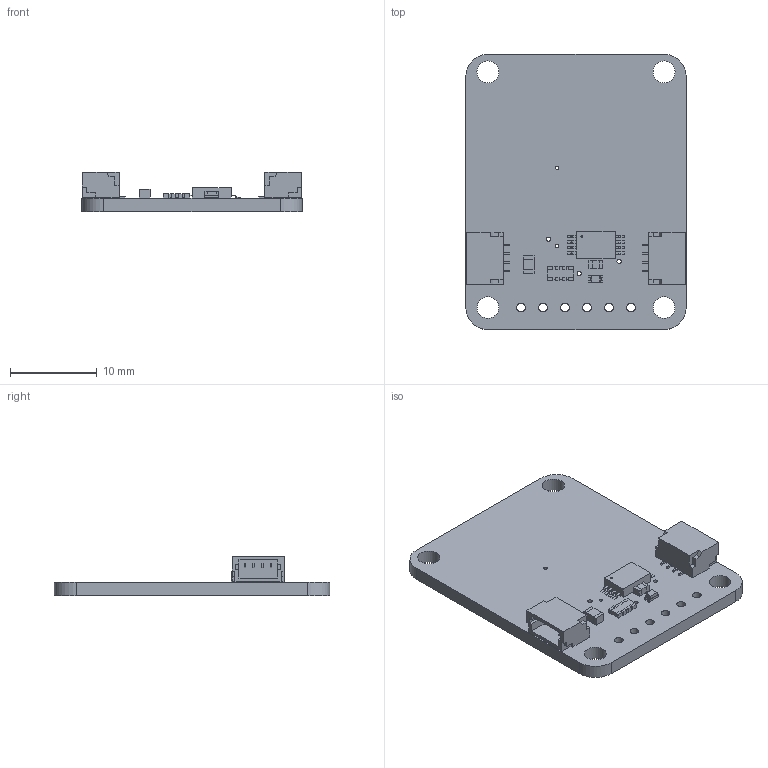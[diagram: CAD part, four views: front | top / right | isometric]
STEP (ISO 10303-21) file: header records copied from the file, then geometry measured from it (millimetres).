
FILE_DESCRIPTION(/* description */ (''),/* implementation_level */ '2;1');
FILE_NAME(/* name */ 'PCB Component.step',/* time_stamp */ '2023-05-12T09:12:08-04:00',/* author */ (''),/* organization */ (''),/* preprocessor_version */ 'ST-DEVELOPER v19.2',/* originating_system */ 'Autodesk Translation Framework v12.4.0.73',/* authorisation */ '');
FILE_SCHEMA (('AUTOMOTIVE_DESIGN { 1 0 10303 214 3 1 1 }'));
Length unit declared in the file: millimetre
Products named in the file (8): PCB Component; Board; 10uF; 0.1uF; 10K; STEMMA_I2C_QT; GREEN; ST25DVXX_TSSOP
Assembly tree (8 placements, depth 2):
  PCB Component
    Board
    10uF
    0.1uF
    10K
    STEMMA_I2C_QT  x2
    GREEN
    ST25DVXX_TSSOP
Bounding box: 25.4 x 31.75 x 4.53 mm (x, y, z)
Volume: 1326.5 mm3; surface area: 2256.5 mm2
Topology: 21 solids, 21 shells, 486 faces, 1298 edges, 864 vertices
Faces by surface type: plane 417, cylinder 65, bspline 4
Full cylindrical faces by diameter (mm): 0.225 x1, 0.394 x2, 0.483 x12, 1 x6, 2.5 x2, 2.54 x2
Entity records: 12974 total; most frequent: CARTESIAN_POINT 2237, ORIENTED_EDGE 2108, DIRECTION 2010, EDGE_CURVE 1054, LINE 916, VECTOR 916, VERTEX_POINT 702, AXIS2_PLACEMENT_3D 547
